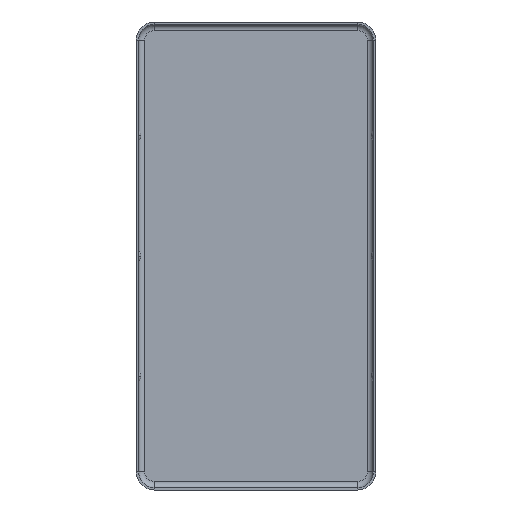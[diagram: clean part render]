
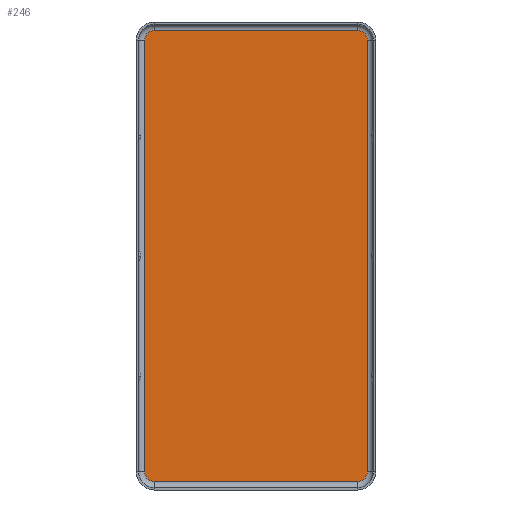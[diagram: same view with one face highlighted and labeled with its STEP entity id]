
A CAD part, front view. The second image highlights one B-rep face of the part: STEP entity #246.
In plain terms, the highlighted planar face has unit normal (0, -1, 0).
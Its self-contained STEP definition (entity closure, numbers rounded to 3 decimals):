
#12 = CARTESIAN_POINT ( 'NONE',  ( 8.45, 0., -17.95 ) ) ;
#62 = DIRECTION ( 'NONE',  ( 0., 0., -1. ) ) ;
#75 = DIRECTION ( 'NONE',  ( 0., -1., 0. ) ) ;
#88 = DIRECTION ( 'NONE',  ( 0., 0., -1. ) ) ;
#102 = EDGE_CURVE ( 'NONE', #184, #755, #848, .T. ) ;
#117 = LINE ( 'NONE', #1425, #1712 ) ;
#154 = VERTEX_POINT ( 'NONE', #1091 ) ;
#177 = EDGE_CURVE ( 'NONE', #755, #1549, #1514, .T. ) ;
#184 = VERTEX_POINT ( 'NONE', #229 ) ;
#229 = CARTESIAN_POINT ( 'NONE',  ( 9.25, 0., 17.95 ) ) ;
#230 = VERTEX_POINT ( 'NONE', #1792 ) ;
#246 = ADVANCED_FACE ( 'NONE', ( #1379 ), #1116, .T. ) ;
#279 = VERTEX_POINT ( 'NONE', #1310 ) ;
#300 = DIRECTION ( 'NONE',  ( 0., 0., -1. ) ) ;
#373 = DIRECTION ( 'NONE',  ( 0., -1., 0. ) ) ;
#381 = DIRECTION ( 'NONE',  ( 0., 0., 1. ) ) ;
#386 = CARTESIAN_POINT ( 'NONE',  ( -8.45, 0., 17.95 ) ) ;
#414 = ORIENTED_EDGE ( 'NONE', *, *, #102, .T. ) ;
#435 = DIRECTION ( 'NONE',  ( 0., 0., 1. ) ) ;
#512 = DIRECTION ( 'NONE',  ( -1., 0., 0. ) ) ;
#521 = DIRECTION ( 'NONE',  ( -1., 0., 0. ) ) ;
#607 = ORIENTED_EDGE ( 'NONE', *, *, #628, .F. ) ;
#608 = EDGE_CURVE ( 'NONE', #279, #906, #1816, .T. ) ;
#628 = EDGE_CURVE ( 'NONE', #154, #1549, #821, .T. ) ;
#655 = VERTEX_POINT ( 'NONE', #1228 ) ;
#661 = CARTESIAN_POINT ( 'NONE',  ( 8.45, 0., -17.95 ) ) ;
#702 = DIRECTION ( 'NONE',  ( 0., 0., -1. ) ) ;
#714 = ORIENTED_EDGE ( 'NONE', *, *, #1137, .F. ) ;
#734 = CIRCLE ( 'NONE', #765, 0.8 ) ;
#741 = EDGE_LOOP ( 'NONE', ( #1667, #714, #1788, #414, #1245, #607, #1774, #1021 ) ) ;
#755 = VERTEX_POINT ( 'NONE', #1286 ) ;
#765 = AXIS2_PLACEMENT_3D ( 'NONE', #12, #1302, #435 ) ;
#788 = VECTOR ( 'NONE', #521, 1000. ) ;
#798 = EDGE_CURVE ( 'NONE', #184, #230, #117, .T. ) ;
#821 = CIRCLE ( 'NONE', #1336, 0.8 ) ;
#848 = CIRCLE ( 'NONE', #1711, 0.8 ) ;
#906 = VERTEX_POINT ( 'NONE', #1601 ) ;
#944 = AXIS2_PLACEMENT_3D ( 'NONE', #1239, #75, #381 ) ;
#1021 = ORIENTED_EDGE ( 'NONE', *, *, #1474, .T. ) ;
#1031 = LINE ( 'NONE', #1584, #1244 ) ;
#1062 = VECTOR ( 'NONE', #512, 1000. ) ;
#1091 = CARTESIAN_POINT ( 'NONE',  ( -9.25, 0., 17.95 ) ) ;
#1116 = PLANE ( 'NONE',  #1448 ) ;
#1137 = EDGE_CURVE ( 'NONE', #230, #279, #734, .T. ) ;
#1228 = CARTESIAN_POINT ( 'NONE',  ( -9.25, 0., -17.95 ) ) ;
#1239 = CARTESIAN_POINT ( 'NONE',  ( -8.45, 0., -17.95 ) ) ;
#1244 = VECTOR ( 'NONE', #300, 1000. ) ;
#1245 = ORIENTED_EDGE ( 'NONE', *, *, #177, .T. ) ;
#1246 = DIRECTION ( 'NONE',  ( 0., 0., -1. ) ) ;
#1286 = CARTESIAN_POINT ( 'NONE',  ( 8.45, 0., 18.75 ) ) ;
#1301 = CARTESIAN_POINT ( 'NONE',  ( -8.45, 0., 18.75 ) ) ;
#1302 = DIRECTION ( 'NONE',  ( 0., 1., 0. ) ) ;
#1310 = CARTESIAN_POINT ( 'NONE',  ( 8.45, 0., -18.75 ) ) ;
#1336 = AXIS2_PLACEMENT_3D ( 'NONE', #386, #1540, #1246 ) ;
#1379 = FACE_OUTER_BOUND ( 'NONE', #741, .T. ) ;
#1416 = CARTESIAN_POINT ( 'NONE',  ( 8.45, 0., 18.75 ) ) ;
#1425 = CARTESIAN_POINT ( 'NONE',  ( 9.25, 0., 0. ) ) ;
#1448 = AXIS2_PLACEMENT_3D ( 'NONE', #661, #373, #88 ) ;
#1474 = EDGE_CURVE ( 'NONE', #655, #906, #1652, .T. ) ;
#1475 = CARTESIAN_POINT ( 'NONE',  ( 8.45, 0., 17.95 ) ) ;
#1514 = LINE ( 'NONE', #1416, #788 ) ;
#1540 = DIRECTION ( 'NONE',  ( 0., 1., 0. ) ) ;
#1549 = VERTEX_POINT ( 'NONE', #1301 ) ;
#1584 = CARTESIAN_POINT ( 'NONE',  ( -9.25, 0., 0. ) ) ;
#1601 = CARTESIAN_POINT ( 'NONE',  ( -8.45, 0., -18.75 ) ) ;
#1652 = CIRCLE ( 'NONE', #944, 0.8 ) ;
#1663 = CARTESIAN_POINT ( 'NONE',  ( 8.45, 0., -18.75 ) ) ;
#1667 = ORIENTED_EDGE ( 'NONE', *, *, #608, .F. ) ;
#1711 = AXIS2_PLACEMENT_3D ( 'NONE', #1475, #1761, #62 ) ;
#1712 = VECTOR ( 'NONE', #702, 1000. ) ;
#1761 = DIRECTION ( 'NONE',  ( 0., -1., 0. ) ) ;
#1774 = ORIENTED_EDGE ( 'NONE', *, *, #1807, .T. ) ;
#1788 = ORIENTED_EDGE ( 'NONE', *, *, #798, .F. ) ;
#1792 = CARTESIAN_POINT ( 'NONE',  ( 9.25, 0., -17.95 ) ) ;
#1807 = EDGE_CURVE ( 'NONE', #154, #655, #1031, .T. ) ;
#1816 = LINE ( 'NONE', #1663, #1062 ) ;
